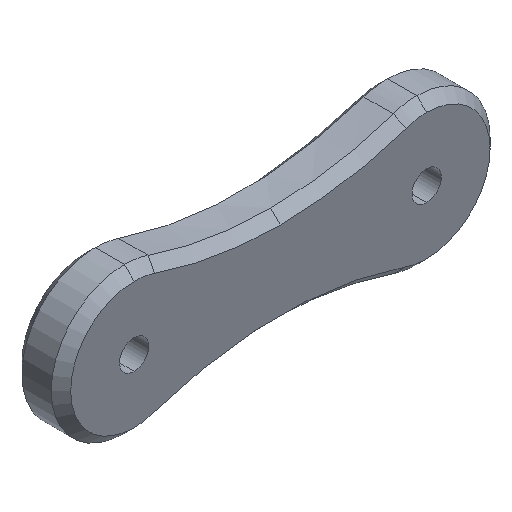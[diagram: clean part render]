
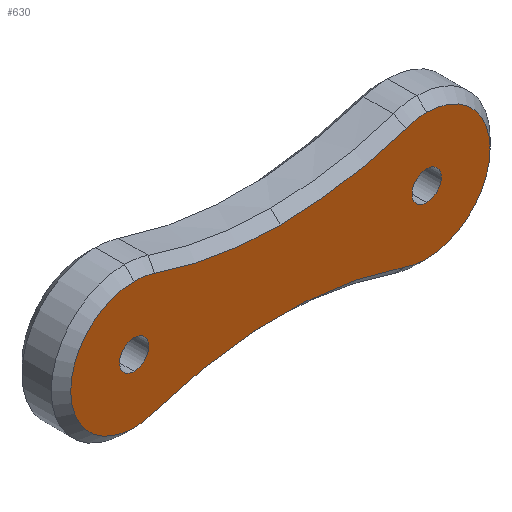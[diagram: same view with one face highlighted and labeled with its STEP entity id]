
A CAD part, isometric view. The second image highlights one B-rep face of the part: STEP entity #630.
In plain terms, the highlighted planar face has unit normal (0, -1, 0).
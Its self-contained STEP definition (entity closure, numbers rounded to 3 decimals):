
#7 = FACE_OUTER_BOUND ( 'NONE', #527, .T. ) ;
#15 = DIRECTION ( 'NONE',  ( 0., 1., 0. ) ) ;
#16 = ORIENTED_EDGE ( 'NONE', *, *, #295, .T. ) ;
#23 = DIRECTION ( 'NONE',  ( 0., 0., 1. ) ) ;
#34 = AXIS2_PLACEMENT_3D ( 'NONE', #782, #321, #780 ) ;
#40 = EDGE_CURVE ( 'NONE', #495, #887, #253, .T. ) ;
#44 = ORIENTED_EDGE ( 'NONE', *, *, #711, .F. ) ;
#51 = ORIENTED_EDGE ( 'NONE', *, *, #448, .T. ) ;
#52 = CARTESIAN_POINT ( 'NONE',  ( 2.108, 0., -6.149 ) ) ;
#78 = DIRECTION ( 'NONE',  ( 0., 0., 1. ) ) ;
#84 = AXIS2_PLACEMENT_3D ( 'NONE', #720, #279, #876 ) ;
#89 = DIRECTION ( 'NONE',  ( 0., -1., 0. ) ) ;
#90 = CIRCLE ( 'NONE', #539, 1.5 ) ;
#92 = CARTESIAN_POINT ( 'NONE',  ( 27.892, 0., -6.149 ) ) ;
#95 = CARTESIAN_POINT ( 'NONE',  ( 30., 0., 1.5 ) ) ;
#102 = CIRCLE ( 'NONE', #606, 1.5 ) ;
#118 = CIRCLE ( 'NONE', #228, 6.5 ) ;
#124 = EDGE_CURVE ( 'NONE', #647, #507, #453, .T. ) ;
#133 = DIRECTION ( 'NONE',  ( 0., -1., 0. ) ) ;
#145 = VERTEX_POINT ( 'NONE', #655 ) ;
#153 = DIRECTION ( 'NONE',  ( 0., -1., 0. ) ) ;
#157 = ORIENTED_EDGE ( 'NONE', *, *, #124, .T. ) ;
#171 = AXIS2_PLACEMENT_3D ( 'NONE', #466, #89, #78 ) ;
#173 = DIRECTION ( 'NONE',  ( 0., 0., -1. ) ) ;
#175 = AXIS2_PLACEMENT_3D ( 'NONE', #605, #385, #457 ) ;
#200 = DIRECTION ( 'NONE',  ( 0., 1., 0. ) ) ;
#219 = CIRCLE ( 'NONE', #751, 6.5 ) ;
#228 = AXIS2_PLACEMENT_3D ( 'NONE', #846, #153, #910 ) ;
#231 = VERTEX_POINT ( 'NONE', #893 ) ;
#235 = DIRECTION ( 'NONE',  ( 0., -1., 0. ) ) ;
#246 = ORIENTED_EDGE ( 'NONE', *, *, #877, .T. ) ;
#253 = CIRCLE ( 'NONE', #524, 39.75 ) ;
#267 = CARTESIAN_POINT ( 'NONE',  ( 27.892, 0., 6.149 ) ) ;
#268 = ORIENTED_EDGE ( 'NONE', *, *, #547, .T. ) ;
#270 = AXIS2_PLACEMENT_3D ( 'NONE', #813, #880, #962 ) ;
#279 = DIRECTION ( 'NONE',  ( 0., 1., 0. ) ) ;
#291 = DIRECTION ( 'NONE',  ( 0., -1., 0. ) ) ;
#295 = EDGE_CURVE ( 'NONE', #507, #761, #485, .T. ) ;
#297 = CIRCLE ( 'NONE', #34, 6.5 ) ;
#305 = EDGE_CURVE ( 'NONE', #470, #647, #118, .T. ) ;
#321 = DIRECTION ( 'NONE',  ( 0., -1., 0. ) ) ;
#323 = VERTEX_POINT ( 'NONE', #985 ) ;
#325 = DIRECTION ( 'NONE',  ( 0., -1., 0. ) ) ;
#337 = DIRECTION ( 'NONE',  ( 0., 0., 1. ) ) ;
#348 = CARTESIAN_POINT ( 'NONE',  ( 15., 0., 43.75 ) ) ;
#373 = AXIS2_PLACEMENT_3D ( 'NONE', #588, #133, #504 ) ;
#379 = CIRCLE ( 'NONE', #171, 6.5 ) ;
#385 = DIRECTION ( 'NONE',  ( 0., -1., 0. ) ) ;
#393 = FACE_BOUND ( 'NONE', #541, .T. ) ;
#406 = CARTESIAN_POINT ( 'NONE',  ( 0., 0., -1.5 ) ) ;
#413 = VERTEX_POINT ( 'NONE', #406 ) ;
#422 = VERTEX_POINT ( 'NONE', #95 ) ;
#441 = CIRCLE ( 'NONE', #906, 6.5 ) ;
#448 = EDGE_CURVE ( 'NONE', #761, #323, #219, .T. ) ;
#453 = CIRCLE ( 'NONE', #84, 39.75 ) ;
#457 = DIRECTION ( 'NONE',  ( 0., 0., 1. ) ) ;
#466 = CARTESIAN_POINT ( 'NONE',  ( 0., 0., 0. ) ) ;
#470 = VERTEX_POINT ( 'NONE', #623 ) ;
#478 = EDGE_CURVE ( 'NONE', #422, #231, #90, .T. ) ;
#479 = EDGE_CURVE ( 'NONE', #323, #598, #297, .T. ) ;
#485 = CIRCLE ( 'NONE', #175, 6.5 ) ;
#492 = DIRECTION ( 'NONE',  ( 0., -1., 0. ) ) ;
#495 = VERTEX_POINT ( 'NONE', #849 ) ;
#496 = CARTESIAN_POINT ( 'NONE',  ( 0., 0., 0. ) ) ;
#504 = DIRECTION ( 'NONE',  ( 0., 0., -1. ) ) ;
#507 = VERTEX_POINT ( 'NONE', #92 ) ;
#519 = CARTESIAN_POINT ( 'NONE',  ( 2.108, 0., 6.149 ) ) ;
#524 = AXIS2_PLACEMENT_3D ( 'NONE', #954, #200, #884 ) ;
#527 = EDGE_LOOP ( 'NONE', ( #157, #16, #51, #951, #645, #559, #246, #268, #604 ) ) ;
#535 = CARTESIAN_POINT ( 'NONE',  ( 0., 0., 1.5 ) ) ;
#539 = AXIS2_PLACEMENT_3D ( 'NONE', #709, #325, #173 ) ;
#541 = EDGE_LOOP ( 'NONE', ( #710, #44 ) ) ;
#547 = EDGE_CURVE ( 'NONE', #145, #470, #441, .T. ) ;
#548 = DIRECTION ( 'NONE',  ( 0., -1., 0. ) ) ;
#559 = ORIENTED_EDGE ( 'NONE', *, *, #40, .T. ) ;
#565 = EDGE_CURVE ( 'NONE', #598, #495, #652, .T. ) ;
#587 = CIRCLE ( 'NONE', #373, 1.5 ) ;
#588 = CARTESIAN_POINT ( 'NONE',  ( 0., 0., 0. ) ) ;
#598 = VERTEX_POINT ( 'NONE', #267 ) ;
#604 = ORIENTED_EDGE ( 'NONE', *, *, #305, .T. ) ;
#605 = CARTESIAN_POINT ( 'NONE',  ( 30., 0., 0. ) ) ;
#606 = AXIS2_PLACEMENT_3D ( 'NONE', #608, #235, #913 ) ;
#608 = CARTESIAN_POINT ( 'NONE',  ( 30., 0., 0. ) ) ;
#623 = CARTESIAN_POINT ( 'NONE',  ( 0., 0., -6.5 ) ) ;
#630 = ADVANCED_FACE ( 'NONE', ( #7, #393, #766 ), #952, .F. ) ;
#645 = ORIENTED_EDGE ( 'NONE', *, *, #565, .T. ) ;
#647 = VERTEX_POINT ( 'NONE', #52 ) ;
#651 = EDGE_CURVE ( 'NONE', #413, #909, #587, .T. ) ;
#652 = CIRCLE ( 'NONE', #676, 39.75 ) ;
#655 = CARTESIAN_POINT ( 'NONE',  ( 0., 0., 6.5 ) ) ;
#676 = AXIS2_PLACEMENT_3D ( 'NONE', #348, #15, #337 ) ;
#678 = DIRECTION ( 'NONE',  ( 0., 0., -1. ) ) ;
#709 = CARTESIAN_POINT ( 'NONE',  ( 30., 0., 0. ) ) ;
#710 = ORIENTED_EDGE ( 'NONE', *, *, #651, .F. ) ;
#711 = EDGE_CURVE ( 'NONE', #909, #413, #920, .T. ) ;
#720 = CARTESIAN_POINT ( 'NONE',  ( 15., 0., -43.75 ) ) ;
#726 = CARTESIAN_POINT ( 'NONE',  ( 0., 0., 0. ) ) ;
#751 = AXIS2_PLACEMENT_3D ( 'NONE', #773, #548, #921 ) ;
#761 = VERTEX_POINT ( 'NONE', #978 ) ;
#766 = FACE_BOUND ( 'NONE', #942, .T. ) ;
#773 = CARTESIAN_POINT ( 'NONE',  ( 30., 0., 0. ) ) ;
#780 = DIRECTION ( 'NONE',  ( 0., 0., 1. ) ) ;
#782 = CARTESIAN_POINT ( 'NONE',  ( 30., 0., 0. ) ) ;
#813 = CARTESIAN_POINT ( 'NONE',  ( 0., 0., 0. ) ) ;
#823 = AXIS2_PLACEMENT_3D ( 'NONE', #726, #291, #678 ) ;
#846 = CARTESIAN_POINT ( 'NONE',  ( 0., 0., 0. ) ) ;
#849 = CARTESIAN_POINT ( 'NONE',  ( 15., 0., 4. ) ) ;
#869 = ORIENTED_EDGE ( 'NONE', *, *, #478, .F. ) ;
#876 = DIRECTION ( 'NONE',  ( 0., 0., 1. ) ) ;
#877 = EDGE_CURVE ( 'NONE', #887, #145, #379, .T. ) ;
#880 = DIRECTION ( 'NONE',  ( 0., 1., 0. ) ) ;
#884 = DIRECTION ( 'NONE',  ( 0., 0., 1. ) ) ;
#887 = VERTEX_POINT ( 'NONE', #519 ) ;
#893 = CARTESIAN_POINT ( 'NONE',  ( 30., 0., -1.5 ) ) ;
#906 = AXIS2_PLACEMENT_3D ( 'NONE', #496, #492, #23 ) ;
#909 = VERTEX_POINT ( 'NONE', #535 ) ;
#910 = DIRECTION ( 'NONE',  ( 0., 0., 1. ) ) ;
#913 = DIRECTION ( 'NONE',  ( 0., 0., -1. ) ) ;
#914 = ORIENTED_EDGE ( 'NONE', *, *, #948, .F. ) ;
#920 = CIRCLE ( 'NONE', #823, 1.5 ) ;
#921 = DIRECTION ( 'NONE',  ( 0., 0., 1. ) ) ;
#942 = EDGE_LOOP ( 'NONE', ( #914, #869 ) ) ;
#948 = EDGE_CURVE ( 'NONE', #231, #422, #102, .T. ) ;
#951 = ORIENTED_EDGE ( 'NONE', *, *, #479, .T. ) ;
#952 = PLANE ( 'NONE',  #270 ) ;
#954 = CARTESIAN_POINT ( 'NONE',  ( 15., 0., 43.75 ) ) ;
#962 = DIRECTION ( 'NONE',  ( 0., 0., 1. ) ) ;
#978 = CARTESIAN_POINT ( 'NONE',  ( 30., 0., -6.5 ) ) ;
#985 = CARTESIAN_POINT ( 'NONE',  ( 30., 0., 6.5 ) ) ;
